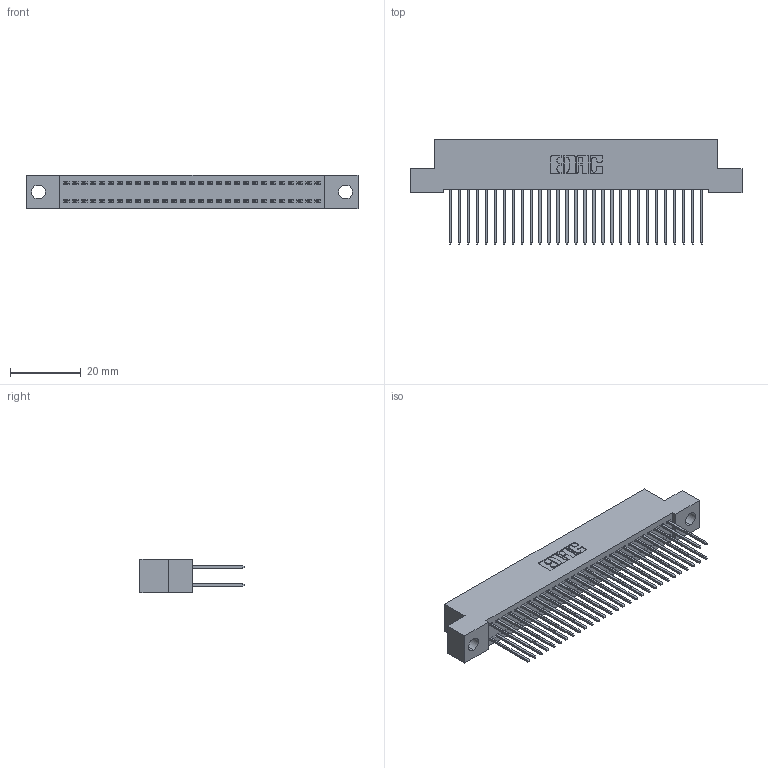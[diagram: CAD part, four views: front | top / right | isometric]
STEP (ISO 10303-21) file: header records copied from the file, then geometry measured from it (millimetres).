
FILE_DESCRIPTION (( 'STEP AP203' ), '1' );
FILE_NAME ('392-058-540-204.STEP', '2018-08-17T16:58:46', ( '' ), ( '' ), 'SwSTEP 2.0', 'SolidWorks 2016', '' );
FILE_SCHEMA (( 'CONFIG_CONTROL_DESIGN' ));
Length unit declared in the file: inch
Products named in the file (3): 345-292-001_345-293-140; 392-058-540-204; 342 Part_.156 TH
Assembly tree (59 placements, depth 2):
  392-058-540-204
    342 Part_.156 TH
    345-292-001_345-293-140  x58
Bounding box: 93.98 x 29.47 x 9.4 mm (x, y, z)
Volume: 8515.4 mm3; surface area: 14342.3 mm2
Topology: 59 solids, 59 shells, 3126 faces, 9289 edges, 6114 vertices
Faces by surface type: plane 2154, cylinder 972
Entity records: 20227 total; most frequent: CARTESIAN_POINT 3366, ORIENTED_EDGE 3302, DIRECTION 2899, EDGE_CURVE 1651, VECTOR 1523, LINE 1523, VERTEX_POINT 1098, AXIS2_PLACEMENT_3D 688
